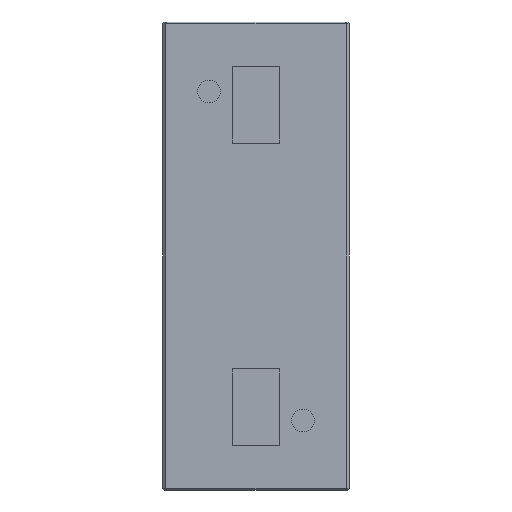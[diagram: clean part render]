
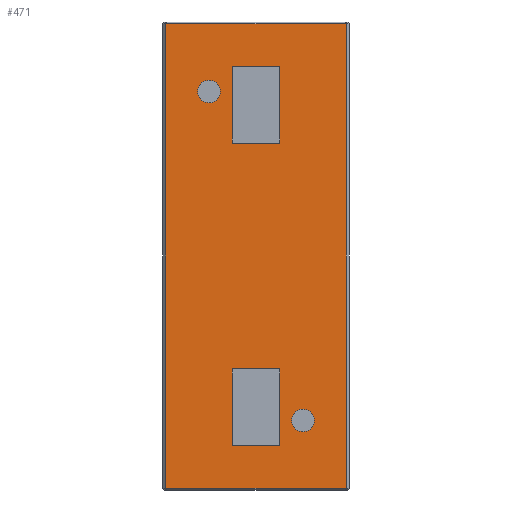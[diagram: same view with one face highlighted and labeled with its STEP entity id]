
A CAD part, front view. The second image highlights one B-rep face of the part: STEP entity #471.
In plain terms, the highlighted planar face has unit normal (0, -1, 0).
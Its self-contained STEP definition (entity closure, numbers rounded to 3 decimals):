
#84=CARTESIAN_POINT('',(-38.0,0.,175.0));
#85=VERTEX_POINT('',#84);
#86=CARTESIAN_POINT('',(-50.0,0.,175.0));
#87=DIRECTION('',(0.0,1.0,0.0));
#88=DIRECTION('',(-1.0,0.0,0.0));
#89=AXIS2_PLACEMENT_3D('',#86,#87,#88);
#90=CIRCLE('',#89,12.);
#91=EDGE_CURVE('',#85,#85,#90,.T.);
#121=CARTESIAN_POINT('',(62.0,0.,-175.));
#122=VERTEX_POINT('',#121);
#123=CARTESIAN_POINT('',(50.0,0.,-175.));
#124=DIRECTION('',(0.0,1.0,0.0));
#125=DIRECTION('',(-1.0,0.0,0.0));
#126=AXIS2_PLACEMENT_3D('',#123,#124,#125);
#127=CIRCLE('',#126,12.);
#128=EDGE_CURVE('',#122,#122,#127,.T.);
#147=CARTESIAN_POINT('',(25.5,0.,-120.2));
#148=VERTEX_POINT('',#147);
#165=CARTESIAN_POINT('',(25.5,0.,-202.));
#166=VERTEX_POINT('',#165);
#173=CARTESIAN_POINT('',(25.5,0.,-202.));
#174=DIRECTION('',(0.0,0.0,1.0));
#175=VECTOR('',#174,81.8);
#176=LINE('',#173,#175);
#177=EDGE_CURVE('',#166,#148,#176,.T.);
#196=CARTESIAN_POINT('',(-25.5,0.,-202.));
#197=VERTEX_POINT('',#196);
#204=CARTESIAN_POINT('',(-25.5,0.,-202.));
#205=DIRECTION('',(1.0,0.0,0.0));
#206=VECTOR('',#205,51.);
#207=LINE('',#204,#206);
#208=EDGE_CURVE('',#197,#166,#207,.T.);
#218=CARTESIAN_POINT('',(-25.5,0.,-120.2));
#219=VERTEX_POINT('',#218);
#228=CARTESIAN_POINT('',(-25.5,0.,-120.2));
#229=DIRECTION('',(0.0,0.0,-1.0));
#230=VECTOR('',#229,81.8);
#231=LINE('',#228,#230);
#232=EDGE_CURVE('',#219,#197,#231,.T.);
#250=CARTESIAN_POINT('',(25.5,0.,-120.2));
#251=DIRECTION('',(-1.0,0.0,0.0));
#252=VECTOR('',#251,51.);
#253=LINE('',#250,#252);
#254=EDGE_CURVE('',#148,#219,#253,.T.);
#283=CARTESIAN_POINT('',(-25.5,0.,120.2));
#284=VERTEX_POINT('',#283);
#301=CARTESIAN_POINT('',(-25.5,0.,202.));
#302=VERTEX_POINT('',#301);
#309=CARTESIAN_POINT('',(-25.5,0.,120.2));
#310=DIRECTION('',(0.0,0.0,1.0));
#311=VECTOR('',#310,81.8);
#312=LINE('',#309,#311);
#313=EDGE_CURVE('',#284,#302,#312,.T.);
#332=CARTESIAN_POINT('',(25.5,0.,202.));
#333=VERTEX_POINT('',#332);
#340=CARTESIAN_POINT('',(-25.5,0.,202.));
#341=DIRECTION('',(1.0,0.0,0.0));
#342=VECTOR('',#341,51.);
#343=LINE('',#340,#342);
#344=EDGE_CURVE('',#302,#333,#343,.T.);
#355=CARTESIAN_POINT('',(25.5,0.,120.2));
#356=VERTEX_POINT('',#355);
#357=CARTESIAN_POINT('',(25.5,0.,120.2));
#358=DIRECTION('',(-1.0,0.0,0.0));
#359=VECTOR('',#358,51.);
#360=LINE('',#357,#359);
#361=EDGE_CURVE('',#356,#284,#360,.T.);
#386=CARTESIAN_POINT('',(25.5,0.,202.));
#387=DIRECTION('',(0.0,0.0,-1.0));
#388=VECTOR('',#387,81.8);
#389=LINE('',#386,#388);
#390=EDGE_CURVE('',#333,#356,#389,.T.);
#414=CARTESIAN_POINT('',(99.0,0.,0.0));
#415=DIRECTION('',(0.0,-1.0,0.0));
#416=DIRECTION('',(0.0,0.0,-1.0));
#417=AXIS2_PLACEMENT_3D('',#414,#415,#416);
#418=PLANE('',#417);
#419=CARTESIAN_POINT('',(96.0,0.,-247.));
#420=VERTEX_POINT('',#419);
#421=CARTESIAN_POINT('',(-96.0,0.,-247.));
#422=VERTEX_POINT('',#421);
#423=CARTESIAN_POINT('',(96.0,0.,-247.));
#424=DIRECTION('',(-1.0,0.0,0.0));
#425=VECTOR('',#424,192.0);
#426=LINE('',#423,#425);
#427=EDGE_CURVE('',#420,#422,#426,.T.);
#428=ORIENTED_EDGE('',*,*,#427,.F.);
#429=CARTESIAN_POINT('',(96.0,0.,247.));
#430=VERTEX_POINT('',#429);
#431=CARTESIAN_POINT('',(96.0,0.,247.));
#432=DIRECTION('',(0.0,0.0,-1.0));
#433=VECTOR('',#432,494.);
#434=LINE('',#431,#433);
#435=EDGE_CURVE('',#430,#420,#434,.T.);
#436=ORIENTED_EDGE('',*,*,#435,.F.);
#437=CARTESIAN_POINT('',(-96.0,0.,247.));
#438=VERTEX_POINT('',#437);
#439=CARTESIAN_POINT('',(-96.0,0.,247.));
#440=DIRECTION('',(1.0,0.0,0.0));
#441=VECTOR('',#440,192.0);
#442=LINE('',#439,#441);
#443=EDGE_CURVE('',#438,#430,#442,.T.);
#444=ORIENTED_EDGE('',*,*,#443,.F.);
#445=CARTESIAN_POINT('',(-96.0,0.,-247.));
#446=DIRECTION('',(0.0,0.0,1.0));
#447=VECTOR('',#446,494.);
#448=LINE('',#445,#447);
#449=EDGE_CURVE('',#422,#438,#448,.T.);
#450=ORIENTED_EDGE('',*,*,#449,.F.);
#451=EDGE_LOOP('',(#428,#436,#444,#450));
#452=FACE_OUTER_BOUND('',#451,.T.);
#453=ORIENTED_EDGE('',*,*,#91,.T.);
#454=EDGE_LOOP('',(#453));
#455=FACE_BOUND('',#454,.T.);
#456=ORIENTED_EDGE('',*,*,#128,.T.);
#457=EDGE_LOOP('',(#456));
#458=FACE_BOUND('',#457,.T.);
#459=ORIENTED_EDGE('',*,*,#254,.F.);
#460=ORIENTED_EDGE('',*,*,#177,.F.);
#461=ORIENTED_EDGE('',*,*,#208,.F.);
#462=ORIENTED_EDGE('',*,*,#232,.F.);
#463=EDGE_LOOP('',(#459,#460,#461,#462));
#464=FACE_BOUND('',#463,.T.);
#465=ORIENTED_EDGE('',*,*,#361,.T.);
#466=ORIENTED_EDGE('',*,*,#313,.T.);
#467=ORIENTED_EDGE('',*,*,#344,.T.);
#468=ORIENTED_EDGE('',*,*,#390,.T.);
#469=EDGE_LOOP('',(#465,#466,#467,#468));
#470=FACE_BOUND('',#469,.T.);
#471=ADVANCED_FACE('',(#452,#455,#458,#464,#470),#418,.T.);
